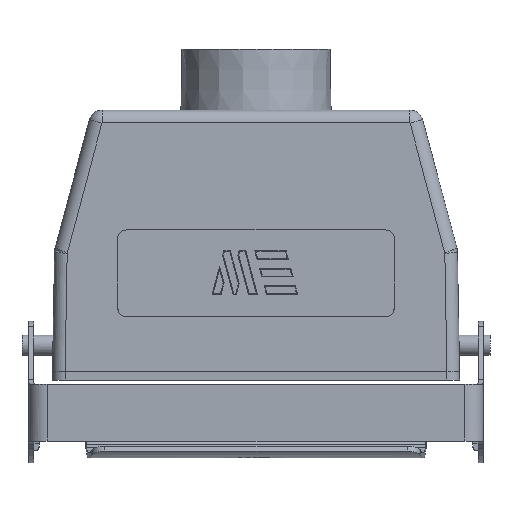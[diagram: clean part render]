
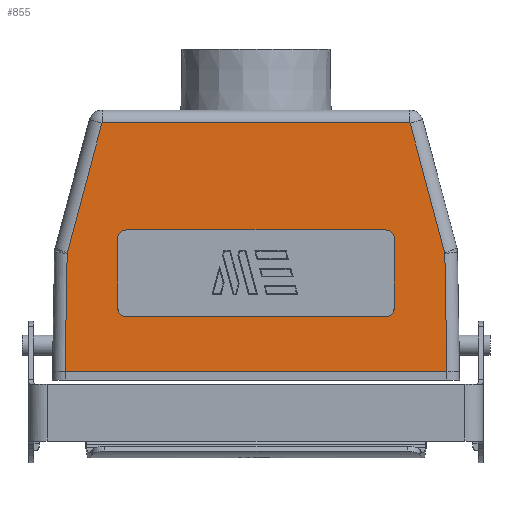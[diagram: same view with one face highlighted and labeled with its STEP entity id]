
A CAD part, front view. The second image highlights one B-rep face of the part: STEP entity #855.
In plain terms, the highlighted planar face has unit normal (0, -1, 0.018).
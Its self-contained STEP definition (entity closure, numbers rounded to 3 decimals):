
#192 = EDGE_CURVE ( 'NONE', #667, #12449, #5927, .T. ) ;
#213 = ORIENTED_EDGE ( 'NONE', *, *, #5401, .F. ) ;
#323 =( BOUNDED_CURVE ( )  B_SPLINE_CURVE ( 3, ( #7806, #4885, #11742, #8821 ),
 .UNSPECIFIED., .F., .T. ) 
 B_SPLINE_CURVE_WITH_KNOTS ( ( 4, 4 ),
 ( 5.176, 6.747 ),
 .UNSPECIFIED. ) 
 CURVE ( )  GEOMETRIC_REPRESENTATION_ITEM ( )  RATIONAL_B_SPLINE_CURVE ( ( 1., 0.805, 0.805, 1. ) ) 
 REPRESENTATION_ITEM ( '' )  );
#667 = VERTEX_POINT ( 'NONE', #1082 ) ;
#707 = LINE ( 'NONE', #10425, #12511 ) ;
#776 = DIRECTION ( 'NONE',  ( -0.259, 0.017, 0.966 ) ) ;
#837 = CARTESIAN_POINT ( 'NONE',  ( -17.662, -20.933, 32.49 ) ) ;
#855 = ADVANCED_FACE ( 'NONE', ( #8631, #7608 ), #6737, .T. ) ;
#980 = CARTESIAN_POINT ( 'NONE',  ( 44.162, -20.933, 32.49 ) ) ;
#1013 = EDGE_CURVE ( 'NONE', #9259, #5331, #2514, .T. ) ;
#1082 = CARTESIAN_POINT ( 'NONE',  ( 42.996, -21.282, 12.504 ) ) ;
#1343 = ORIENTED_EDGE ( 'NONE', *, *, #8698, .F. ) ;
#1438 = CARTESIAN_POINT ( 'NONE',  ( 44.996, -21.247, 14.504 ) ) ;
#1556 = VECTOR ( 'NONE', #5042, 1000. ) ;
#1718 = LINE ( 'NONE', #11307, #10519 ) ;
#1754 = EDGE_CURVE ( 'NONE', #5263, #5722, #1718, .T. ) ;
#1817 = ORIENTED_EDGE ( 'NONE', *, *, #2901, .F. ) ;
#1840 = CARTESIAN_POINT ( 'NONE',  ( 56.626, -21.026, 27.177 ) ) ;
#1851 = DIRECTION ( 'NONE',  ( -1., 0., 0. ) ) ;
#1890 = VERTEX_POINT ( 'NONE', #2978 ) ;
#2062 = CARTESIAN_POINT ( 'NONE',  ( -60., -21.5, 0. ) ) ;
#2276 = DIRECTION ( 'NONE',  ( -0.017, 0.017, 1. ) ) ;
#2506 = CARTESIAN_POINT ( 'NONE',  ( 42.996, -21.282, 12.504 ) ) ;
#2514 =( BOUNDED_CURVE ( )  B_SPLINE_CURVE ( 3, ( #2691, #980, #10571, #8791 ),
 .UNSPECIFIED., .F., .T. ) 
 B_SPLINE_CURVE_WITH_KNOTS ( ( 4, 4 ),
 ( 4.712, 6.283 ),
 .UNSPECIFIED. ) 
 CURVE ( )  GEOMETRIC_REPRESENTATION_ITEM ( )  RATIONAL_B_SPLINE_CURVE ( ( 1., 0.805, 0.805, 1. ) ) 
 REPRESENTATION_ITEM ( '' )  );
#2540 = CARTESIAN_POINT ( 'NONE',  ( -18.491, -20.968, 30.491 ) ) ;
#2691 = CARTESIAN_POINT ( 'NONE',  ( 42.99, -20.933, 32.49 ) ) ;
#2779 = EDGE_LOOP ( 'NONE', ( #1343, #11381, #10804, #3132, #5112, #10409, #1817, #213 ) ) ;
#2867 = DIRECTION ( 'NONE',  ( 0., -0.017, -1. ) ) ;
#2877 = DIRECTION ( 'NONE',  ( -1., 0., 0. ) ) ;
#2901 = EDGE_CURVE ( 'NONE', #7458, #12449, #323, .T. ) ;
#2978 = CARTESIAN_POINT ( 'NONE',  ( -18.491, -20.968, 30.491 ) ) ;
#3079 = CARTESIAN_POINT ( 'NONE',  ( 45., -21.5, 0.014 ) ) ;
#3132 = ORIENTED_EDGE ( 'NONE', *, *, #9220, .T. ) ;
#3502 = EDGE_CURVE ( 'NONE', #12241, #667, #4223, .T. ) ;
#3586 = LINE ( 'NONE', #10393, #11953 ) ;
#3762 = CARTESIAN_POINT ( 'NONE',  ( -30.6, -21.5, 0. ) ) ;
#4077 = LINE ( 'NONE', #6872, #12061 ) ;
#4171 = EDGE_CURVE ( 'NONE', #10455, #7973, #12116, .T. ) ;
#4223 =( BOUNDED_CURVE ( )  B_SPLINE_CURVE ( 3, ( #1438, #7393, #9174, #2506 ),
 .UNSPECIFIED., .F., .T. ) 
 B_SPLINE_CURVE_WITH_KNOTS ( ( 4, 4 ),
 ( 5.176, 6.747 ),
 .UNSPECIFIED. ) 
 CURVE ( )  GEOMETRIC_REPRESENTATION_ITEM ( )  RATIONAL_B_SPLINE_CURVE ( ( 1., 0.805, 0.805, 1. ) ) 
 REPRESENTATION_ITEM ( '' )  );
#4641 = CARTESIAN_POINT ( 'NONE',  ( -16.49, -20.933, 32.49 ) ) ;
#4765 = LINE ( 'NONE', #11628, #9277 ) ;
#4885 = CARTESIAN_POINT ( 'NONE',  ( -18.496, -21.267, 13.332 ) ) ;
#4893 = EDGE_CURVE ( 'NONE', #7435, #12234, #707, .T. ) ;
#5042 = DIRECTION ( 'NONE',  ( 0., -0.017, -1. ) ) ;
#5112 = ORIENTED_EDGE ( 'NONE', *, *, #3502, .T. ) ;
#5263 = VERTEX_POINT ( 'NONE', #8682 ) ;
#5331 = VERTEX_POINT ( 'NONE', #6870 ) ;
#5401 = EDGE_CURVE ( 'NONE', #1890, #7458, #4765, .T. ) ;
#5720 = DIRECTION ( 'NONE',  ( -1., 0., 0. ) ) ;
#5722 = VERTEX_POINT ( 'NONE', #8384 ) ;
#5799 = ORIENTED_EDGE ( 'NONE', *, *, #4893, .T. ) ;
#5927 = LINE ( 'NONE', #11702, #10729 ) ;
#6621 = ORIENTED_EDGE ( 'NONE', *, *, #11333, .T. ) ;
#6737 = PLANE ( 'NONE',  #12358 ) ;
#6870 = CARTESIAN_POINT ( 'NONE',  ( 44.991, -20.968, 30.491 ) ) ;
#6872 = CARTESIAN_POINT ( 'NONE',  ( -30.601, -21.501, -0.051 ) ) ;
#6960 = ORIENTED_EDGE ( 'NONE', *, *, #12348, .T. ) ;
#7055 = DIRECTION ( 'NONE',  ( -0.017, -0.017, -1. ) ) ;
#7075 = CARTESIAN_POINT ( 'NONE',  ( 42.99, -20.933, 32.49 ) ) ;
#7095 = LINE ( 'NONE', #10973, #10509 ) ;
#7393 = CARTESIAN_POINT ( 'NONE',  ( 44.996, -21.267, 13.332 ) ) ;
#7435 = VERTEX_POINT ( 'NONE', #1840 ) ;
#7458 = VERTEX_POINT ( 'NONE', #7666 ) ;
#7562 = CARTESIAN_POINT ( 'NONE',  ( 48.621, -20.504, 57.052 ) ) ;
#7563 =( BOUNDED_CURVE ( )  B_SPLINE_CURVE ( 3, ( #4641, #837, #8522, #2540 ),
 .UNSPECIFIED., .F., .F. ) 
 B_SPLINE_CURVE_WITH_KNOTS ( ( 4, 4 ),
 ( 4.712, 6.283 ),
 .UNSPECIFIED. ) 
 CURVE ( )  GEOMETRIC_REPRESENTATION_ITEM ( )  RATIONAL_B_SPLINE_CURVE ( ( 1., 0.805, 0.805, 1. ) ) 
 REPRESENTATION_ITEM ( '' )  );
#7608 = FACE_BOUND ( 'NONE', #2779, .T. ) ;
#7618 = CARTESIAN_POINT ( 'NONE',  ( -47.831, -20.504, 57.052 ) ) ;
#7666 = CARTESIAN_POINT ( 'NONE',  ( -18.496, -21.247, 14.504 ) ) ;
#7806 = CARTESIAN_POINT ( 'NONE',  ( -18.496, -21.247, 14.504 ) ) ;
#7856 = ORIENTED_EDGE ( 'NONE', *, *, #10802, .T. ) ;
#7889 = EDGE_CURVE ( 'NONE', #8990, #9259, #3586, .T. ) ;
#7973 = VERTEX_POINT ( 'NONE', #10824 ) ;
#8384 = CARTESIAN_POINT ( 'NONE',  ( -22.121, -20.504, 57.052 ) ) ;
#8522 = CARTESIAN_POINT ( 'NONE',  ( -18.49, -20.947, 31.662 ) ) ;
#8631 = FACE_OUTER_BOUND ( 'NONE', #11871, .T. ) ;
#8682 = CARTESIAN_POINT ( 'NONE',  ( -30.126, -21.026, 27.177 ) ) ;
#8698 = EDGE_CURVE ( 'NONE', #8990, #1890, #7563, .T. ) ;
#8791 = CARTESIAN_POINT ( 'NONE',  ( 44.991, -20.968, 30.491 ) ) ;
#8821 = CARTESIAN_POINT ( 'NONE',  ( -16.496, -21.282, 12.504 ) ) ;
#8990 = VERTEX_POINT ( 'NONE', #12227 ) ;
#9174 = CARTESIAN_POINT ( 'NONE',  ( 44.168, -21.282, 12.504 ) ) ;
#9220 = EDGE_CURVE ( 'NONE', #5331, #12241, #10957, .T. ) ;
#9259 = VERTEX_POINT ( 'NONE', #7075 ) ;
#9277 = VECTOR ( 'NONE', #2867, 1000. ) ;
#9787 = CARTESIAN_POINT ( 'NONE',  ( 44.996, -21.247, 14.504 ) ) ;
#9792 = DIRECTION ( 'NONE',  ( 1., 0., 0. ) ) ;
#9808 = ORIENTED_EDGE ( 'NONE', *, *, #4171, .T. ) ;
#10098 = CARTESIAN_POINT ( 'NONE',  ( -16.496, -21.282, 12.504 ) ) ;
#10393 = CARTESIAN_POINT ( 'NONE',  ( 0., -20.933, 32.49 ) ) ;
#10409 = ORIENTED_EDGE ( 'NONE', *, *, #192, .T. ) ;
#10425 = CARTESIAN_POINT ( 'NONE',  ( 48.038, -20.466, 59.227 ) ) ;
#10455 = VERTEX_POINT ( 'NONE', #3762 ) ;
#10509 = VECTOR ( 'NONE', #2276, 1000. ) ;
#10519 = VECTOR ( 'NONE', #11240, 1000. ) ;
#10539 = DIRECTION ( 'NONE',  ( 0., -1., 0.017 ) ) ;
#10571 = CARTESIAN_POINT ( 'NONE',  ( 44.99, -20.947, 31.662 ) ) ;
#10729 = VECTOR ( 'NONE', #2877, 1000. ) ;
#10802 = EDGE_CURVE ( 'NONE', #12234, #5722, #11622, .T. ) ;
#10804 = ORIENTED_EDGE ( 'NONE', *, *, #1013, .T. ) ;
#10824 = CARTESIAN_POINT ( 'NONE',  ( 57.1, -21.5, 0. ) ) ;
#10957 = LINE ( 'NONE', #3079, #1556 ) ;
#10973 = CARTESIAN_POINT ( 'NONE',  ( 56.829, -21.229, 15.551 ) ) ;
#11098 = VECTOR ( 'NONE', #5720, 1000. ) ;
#11240 = DIRECTION ( 'NONE',  ( 0.259, 0.017, 0.966 ) ) ;
#11307 = CARTESIAN_POINT ( 'NONE',  ( -21.538, -20.466, 59.227 ) ) ;
#11333 = EDGE_CURVE ( 'NONE', #7973, #7435, #7095, .T. ) ;
#11343 = DIRECTION ( 'NONE',  ( 1., 0., 0. ) ) ;
#11381 = ORIENTED_EDGE ( 'NONE', *, *, #7889, .T. ) ;
#11425 = CARTESIAN_POINT ( 'NONE',  ( 0., -21.5, 0. ) ) ;
#11622 = LINE ( 'NONE', #7618, #11098 ) ;
#11628 = CARTESIAN_POINT ( 'NONE',  ( -18.5, -21.5, 0.014 ) ) ;
#11702 = CARTESIAN_POINT ( 'NONE',  ( 0., -21.282, 12.504 ) ) ;
#11742 = CARTESIAN_POINT ( 'NONE',  ( -17.668, -21.282, 12.504 ) ) ;
#11782 = ORIENTED_EDGE ( 'NONE', *, *, #1754, .F. ) ;
#11871 = EDGE_LOOP ( 'NONE', ( #9808, #6621, #5799, #7856, #11782, #6960 ) ) ;
#11953 = VECTOR ( 'NONE', #11343, 1000. ) ;
#12061 = VECTOR ( 'NONE', #7055, 1000. ) ;
#12116 = LINE ( 'NONE', #2062, #12502 ) ;
#12227 = CARTESIAN_POINT ( 'NONE',  ( -16.49, -20.933, 32.49 ) ) ;
#12234 = VERTEX_POINT ( 'NONE', #7562 ) ;
#12241 = VERTEX_POINT ( 'NONE', #9787 ) ;
#12348 = EDGE_CURVE ( 'NONE', #5263, #10455, #4077, .T. ) ;
#12358 = AXIS2_PLACEMENT_3D ( 'NONE', #11425, #10539, #1851 ) ;
#12449 = VERTEX_POINT ( 'NONE', #10098 ) ;
#12502 = VECTOR ( 'NONE', #9792, 1000. ) ;
#12511 = VECTOR ( 'NONE', #776, 1000. ) ;
